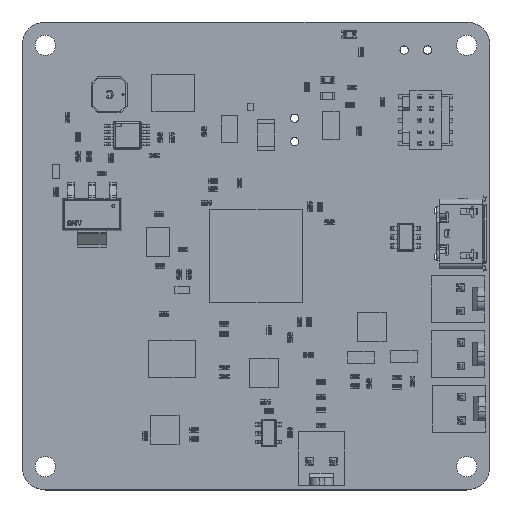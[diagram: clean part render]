
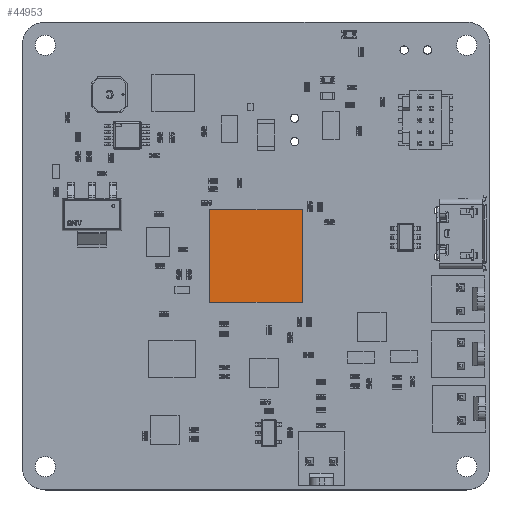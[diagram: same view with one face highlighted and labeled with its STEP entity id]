
A CAD part, top view. The second image highlights one B-rep face of the part: STEP entity #44953.
In plain terms, the highlighted planar face has unit normal (0, 0, 1).
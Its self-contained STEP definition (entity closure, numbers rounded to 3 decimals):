
#44824 = VERTEX_POINT('',#44825);
#44825 = CARTESIAN_POINT('',(-5.,-5.,1.55));
#44831 = EDGE_CURVE('',#44824,#44832,#44834,.T.);
#44832 = VERTEX_POINT('',#44833);
#44833 = CARTESIAN_POINT('',(-5.,5.,1.55));
#44834 = LINE('',#44835,#44836);
#44835 = CARTESIAN_POINT('',(-5.,-5.,1.55));
#44836 = VECTOR('',#44837,1.);
#44837 = DIRECTION('',(0.,1.,0.));
#44862 = EDGE_CURVE('',#44832,#44863,#44865,.T.);
#44863 = VERTEX_POINT('',#44864);
#44864 = CARTESIAN_POINT('',(5.,5.,1.55));
#44865 = LINE('',#44866,#44867);
#44866 = CARTESIAN_POINT('',(-5.,5.,1.55));
#44867 = VECTOR('',#44868,1.);
#44868 = DIRECTION('',(1.,0.,0.));
#44893 = EDGE_CURVE('',#44863,#44894,#44896,.T.);
#44894 = VERTEX_POINT('',#44895);
#44895 = CARTESIAN_POINT('',(5.,-5.,1.55));
#44896 = LINE('',#44897,#44898);
#44897 = CARTESIAN_POINT('',(5.,5.,1.55));
#44898 = VECTOR('',#44899,1.);
#44899 = DIRECTION('',(0.,-1.,0.));
#44924 = EDGE_CURVE('',#44894,#44824,#44925,.T.);
#44925 = LINE('',#44926,#44927);
#44926 = CARTESIAN_POINT('',(5.,-5.,1.55));
#44927 = VECTOR('',#44928,1.);
#44928 = DIRECTION('',(-1.,0.,0.));
#44953 = ADVANCED_FACE('',(#44954),#44960,.T.);
#44954 = FACE_BOUND('',#44955,.F.);
#44955 = EDGE_LOOP('',(#44956,#44957,#44958,#44959));
#44956 = ORIENTED_EDGE('',*,*,#44831,.T.);
#44957 = ORIENTED_EDGE('',*,*,#44862,.T.);
#44958 = ORIENTED_EDGE('',*,*,#44893,.T.);
#44959 = ORIENTED_EDGE('',*,*,#44924,.T.);
#44960 = PLANE('',#44961);
#44961 = AXIS2_PLACEMENT_3D('',#44962,#44963,#44964);
#44962 = CARTESIAN_POINT('',(-5.,-5.,1.55));
#44963 = DIRECTION('',(0.,0.,1.));
#44964 = DIRECTION('',(1.,0.,0.));
